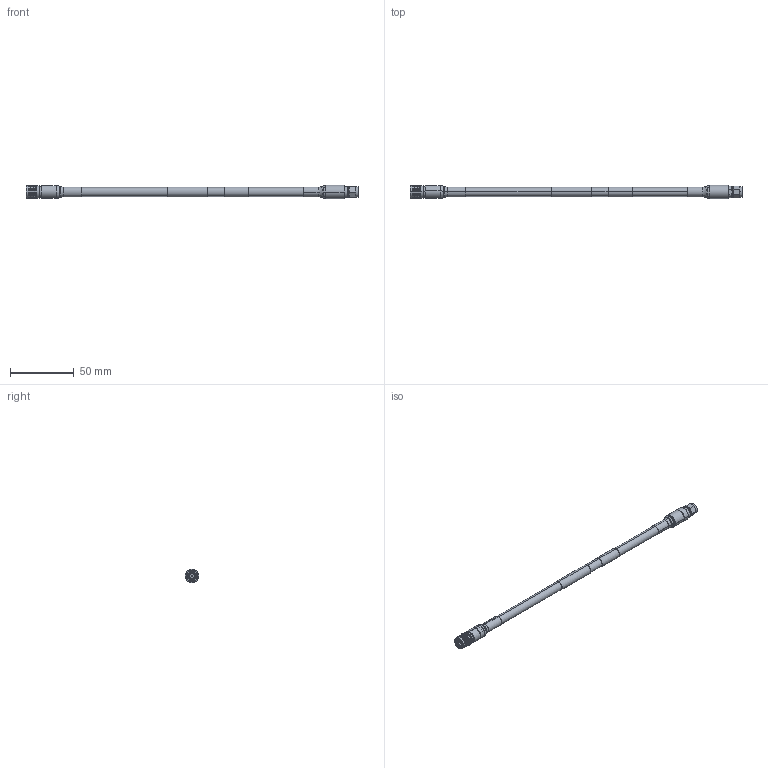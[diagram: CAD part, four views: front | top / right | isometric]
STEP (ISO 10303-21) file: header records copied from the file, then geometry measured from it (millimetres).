
FILE_DESCRIPTION (( 'STEP AP214' ), '1' );
FILE_NAME ('FMCA1800_3D.step', '2025-07-24T19:32:01', ( '' ), ( '' ), 'SwSTEP 2.0', 'SolidWorks 2022', '' );
FILE_SCHEMA (( 'AUTOMOTIVE_DESIGN' ));
Length unit declared in the file: inch
Products named in the file (6): Coax Cable^FMCA1800_LABEL+PE PIM; FMCN1448_默认; Heat Shrink^FMCA1800_Config 1; FMCA1800_3D; Heat Shrink^FMCA1800; FMCN1445
Assembly tree (5 placements, depth 2):
  FMCA1800_3D
    Coax Cable^FMCA1800_LABEL+PE PIM
    FMCN1445
    FMCN1448_默认
    Heat Shrink^FMCA1800_Config 1
    Heat Shrink^FMCA1800
Bounding box: 259.73 x 10.5 x 10.5 mm (x, y, z)
Volume: 12157.4 mm3; surface area: 12660.4 mm2
Topology: 12 solids, 12 shells, 476 faces, 1106 edges, 685 vertices
Faces by surface type: cylinder 189, cone 156, plane 97, torus 18, bspline 16
Entity records: 14751 total; most frequent: CARTESIAN_POINT 3295, DIRECTION 2464, ORIENTED_EDGE 2208, EDGE_CURVE 1104, AXIS2_PLACEMENT_3D 1022, VERTEX_POINT 685, CIRCLE 554, EDGE_LOOP 527
